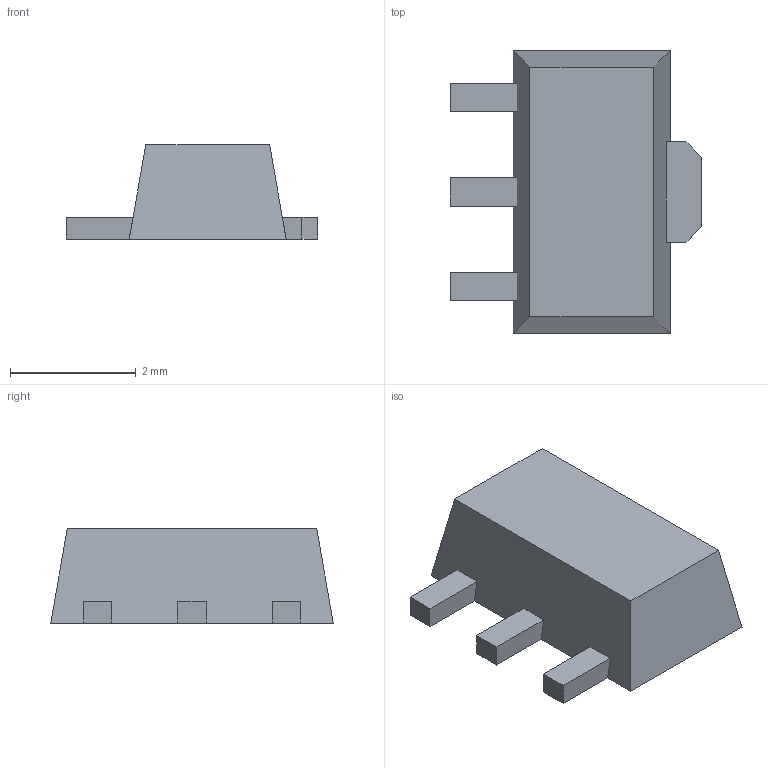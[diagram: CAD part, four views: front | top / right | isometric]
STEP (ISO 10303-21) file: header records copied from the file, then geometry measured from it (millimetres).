
FILE_DESCRIPTION (( 'STEP AP214' ), '1' );
FILE_NAME ('User Library-SOT-89-3.STEP', '2018-08-29T07:05:55', ( '' ), ( '' ), 'SwSTEP 2.0', 'SolidWorks 2018', '' );
FILE_SCHEMA (( 'AUTOMOTIVE_DESIGN' ));
Length unit declared in the file: millimetre
Products named in the file (4): User Library-SOT-89-3_SOT-89 Body; User Library-SOT-89-3_SOT-89 Foot_1; User Library-SOT-89-3; User Library-SOT-89-3_SOT-89 Foot_2
Assembly tree (4 placements, depth 2):
  User Library-SOT-89-3
    User Library-SOT-89-3_SOT-89 Body
    User Library-SOT-89-3_SOT-89 Foot_1  x2
    User Library-SOT-89-3_SOT-89 Foot_2
Bounding box: 4 x 4.5 x 1.5 mm (x, y, z)
Volume: 15 mm3; surface area: 57.6 mm2
Topology: 4 solids, 4 shells, 46 faces, 114 edges, 76 vertices
Faces by surface type: plane 46
Entity records: 1788 total; most frequent: CARTESIAN_POINT 217, ORIENTED_EDGE 204, DIRECTION 196, VECTOR 102, EDGE_CURVE 102, LINE 102, VERTEX_POINT 68, UNCERTAINTY_MEASURE_WITH_UNIT 50
